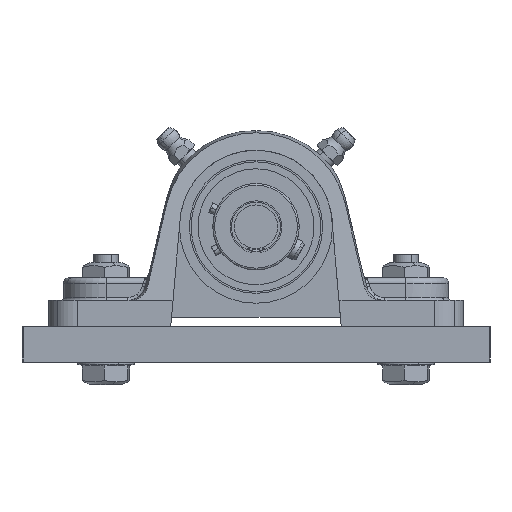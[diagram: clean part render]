
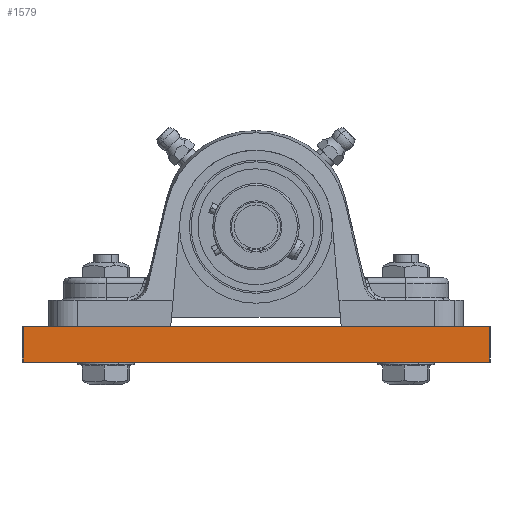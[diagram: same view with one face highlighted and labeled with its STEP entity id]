
A CAD part, front view. The second image highlights one B-rep face of the part: STEP entity #1579.
In plain terms, the highlighted planar face has unit normal (0, -1, 0).
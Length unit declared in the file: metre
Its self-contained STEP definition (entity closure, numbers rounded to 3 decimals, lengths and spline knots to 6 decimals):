
#1579=ADVANCED_FACE('25:20398',(#3192),#3193,.T.);
#3192=FACE_OUTER_BOUND('',#5770,.T.);
#3193=PLANE('',#5771);
#5770=EDGE_LOOP('',(#11357,#11358,#11359,#11360));
#5771=AXIS2_PLACEMENT_3D('',#11361,#11362,#11363);
#11357=ORIENTED_EDGE('',*,*,#14516,.T.);
#11358=ORIENTED_EDGE('',*,*,#14517,.F.);
#11359=ORIENTED_EDGE('',*,*,#14515,.T.);
#11360=ORIENTED_EDGE('',*,*,#14518,.T.);
#11361=CARTESIAN_POINT('',(-0.003903,-0.030993,-0.028004));
#11362=DIRECTION('',(-0.0,-1.0,0.));
#11363=DIRECTION('',(-1.0,0.0,0.0));
#14515=EDGE_CURVE('25:20440',#17650,#17652,#17654,.T.);
#14516=EDGE_CURVE('25:20443',#17655,#17656,#17657,.F.);
#14517=EDGE_CURVE('25:20446',#17650,#17656,#17658,.T.);
#14518=EDGE_CURVE('25:20449',#17652,#17655,#17659,.F.);
#17650=VERTEX_POINT('',#27508);
#17652=VERTEX_POINT('',#27511);
#17654=LINE('',#27514,#27515);
#17655=VERTEX_POINT('',#27516);
#17656=VERTEX_POINT('',#27517);
#17657=LINE('',#27518,#27519);
#17658=LINE('',#27520,#27521);
#17659=LINE('',#27522,#27523);
#27508=CARTESIAN_POINT('',(0.065287,-0.030993,-0.028004));
#27511=CARTESIAN_POINT('',(-0.065133,-0.030993,-0.028004));
#27514=CARTESIAN_POINT('',(0.065287,-0.030993,-0.028004));
#27515=VECTOR('',#32129,1.0);
#27516=CARTESIAN_POINT('',(-0.065133,-0.030993,-0.037914));
#27517=CARTESIAN_POINT('',(0.065287,-0.030993,-0.037914));
#27518=CARTESIAN_POINT('',(0.018522,-0.030993,-0.037914));
#27519=VECTOR('',#32130,1.0);
#27520=CARTESIAN_POINT('',(0.065287,-0.030993,-0.028004));
#27521=VECTOR('',#32131,1.0);
#27522=CARTESIAN_POINT('',(-0.065133,-0.030993,-0.028004));
#27523=VECTOR('',#32132,1.0);
#32129=DIRECTION('',(-1.0,0.0,0.0));
#32130=DIRECTION('',(-1.0,0.0,0.0));
#32131=DIRECTION('',(-0.0,0.,-1.0));
#32132=DIRECTION('',(0.0,0.,1.0));
